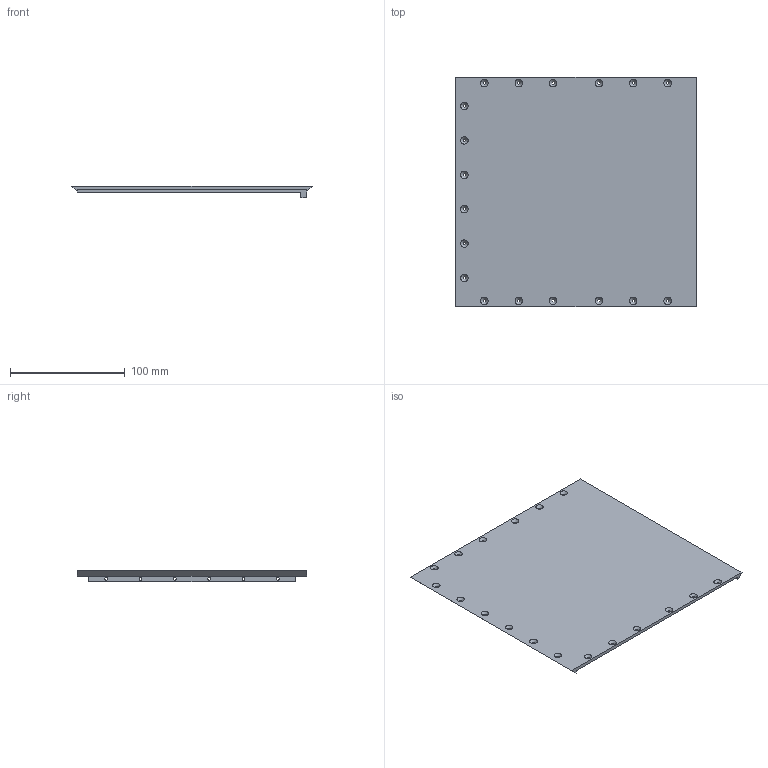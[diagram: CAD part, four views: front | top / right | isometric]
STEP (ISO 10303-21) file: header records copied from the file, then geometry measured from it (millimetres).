
FILE_DESCRIPTION(/* description */ (''),/* implementation_level */ '2;1');
FILE_NAME(/* name */ 'universalBoxPlate_clean.stp',/* time_stamp */ '2020-11-02T14:48:35+01:00',/* author */ ('Dane'),/* organization */ (''),/* preprocessor_version */ 'ST-DEVELOPER v18',/* originating_system */ 'Autodesk Inventor 2020',/* authorisation */ '');
FILE_SCHEMA (('AUTOMOTIVE_DESIGN { 1 0 10303 214 3 1 1 }'));
Length unit declared in the file: millimetre
Products named in the file (1): universalBoxPlate
Bounding box: 210 x 200 x 10 mm (x, y, z)
Volume: 198624.7 mm3; surface area: 89227.7 mm2
Topology: 1 solids, 1 shells, 59 faces, 191 edges, 134 vertices
Faces by surface type: cylinder 24, cone 18, plane 17
Full cylindrical faces by diameter (mm): 2.5 x24
Entity records: 2330 total; most frequent: DIRECTION 419, CARTESIAN_POINT 385, ORIENTED_EDGE 382, EDGE_CURVE 191, AXIS2_PLACEMENT_3D 168, VERTEX_POINT 134, CIRCLE 108, EDGE_LOOP 107
